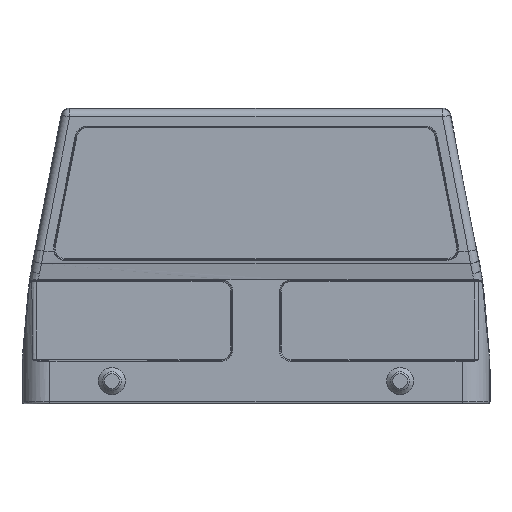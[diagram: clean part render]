
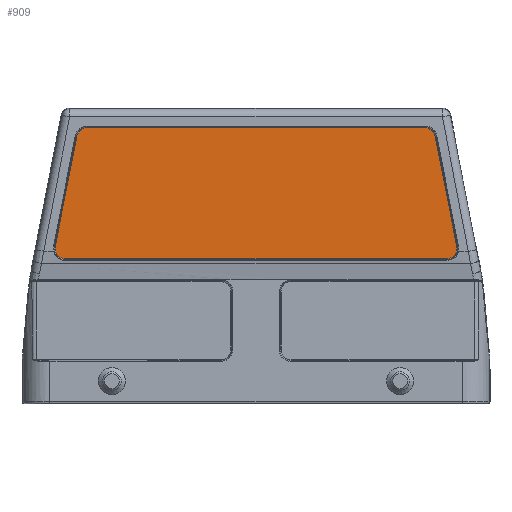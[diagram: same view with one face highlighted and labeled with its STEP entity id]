
A CAD part, left-side view. The second image highlights one B-rep face of the part: STEP entity #909.
In plain terms, the highlighted planar face has unit normal (-1, 0, 0).
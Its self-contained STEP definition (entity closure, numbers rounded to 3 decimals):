
#909=ADVANCED_FACE('',(#1404),#1282,.T.);
#1282=PLANE('',#6421);
#1404=FACE_OUTER_BOUND('',#1779,.T.);
#1779=EDGE_LOOP('',(#3123,#3124,#3125,#3126,#3127,#3128,#3129,#3130));
#2272=LINE('',#9486,#2613);
#2273=LINE('',#9491,#2614);
#2274=LINE('',#9495,#2615);
#2275=LINE('',#9499,#2616);
#2613=VECTOR('',#7286,1.);
#2614=VECTOR('',#7289,1.);
#2615=VECTOR('',#7292,1.);
#2616=VECTOR('',#7295,1.);
#3123=ORIENTED_EDGE('',*,*,#5469,.F.);
#3124=ORIENTED_EDGE('',*,*,#5470,.F.);
#3125=ORIENTED_EDGE('',*,*,#5471,.F.);
#3126=ORIENTED_EDGE('',*,*,#5472,.F.);
#3127=ORIENTED_EDGE('',*,*,#5473,.F.);
#3128=ORIENTED_EDGE('',*,*,#5474,.F.);
#3129=ORIENTED_EDGE('',*,*,#5475,.F.);
#3130=ORIENTED_EDGE('',*,*,#5476,.F.);
#4878=VERTEX_POINT('',#9487);
#4879=VERTEX_POINT('',#9488);
#4880=VERTEX_POINT('',#9490);
#4881=VERTEX_POINT('',#9492);
#4882=VERTEX_POINT('',#9494);
#4883=VERTEX_POINT('',#9496);
#4884=VERTEX_POINT('',#9498);
#4885=VERTEX_POINT('',#9500);
#5469=EDGE_CURVE('',#4878,#4879,#2272,.T.);
#5470=EDGE_CURVE('',#4880,#4878,#6192,.T.);
#5471=EDGE_CURVE('',#4881,#4880,#2273,.T.);
#5472=EDGE_CURVE('',#4882,#4881,#6193,.T.);
#5473=EDGE_CURVE('',#4883,#4882,#2274,.T.);
#5474=EDGE_CURVE('',#4884,#4883,#6194,.T.);
#5475=EDGE_CURVE('',#4885,#4884,#2275,.T.);
#5476=EDGE_CURVE('',#4879,#4885,#6195,.T.);
#6192=ELLIPSE('',#6417,2.906,2.8);
#6193=ELLIPSE('',#6418,2.872,2.8);
#6194=ELLIPSE('',#6419,2.872,2.8);
#6195=ELLIPSE('',#6420,2.906,2.8);
#6417=AXIS2_PLACEMENT_3D('',#9489,#7287,#7288);
#6418=AXIS2_PLACEMENT_3D('',#9493,#7290,#7291);
#6419=AXIS2_PLACEMENT_3D('',#9497,#7293,#7294);
#6420=AXIS2_PLACEMENT_3D('',#9501,#7296,#7297);
#6421=AXIS2_PLACEMENT_3D('',#9502,#7298,#7299);
#7286=DIRECTION('',(0.,1.,0.));
#7287=DIRECTION('',(1.,0.,0.));
#7288=DIRECTION('',(0.,0.773,0.635));
#7289=DIRECTION('',(0.,-0.194,-0.981));
#7290=DIRECTION('',(1.,0.,0.));
#7291=DIRECTION('',(0.,0.635,-0.773));
#7292=DIRECTION('',(0.,-1.,0.));
#7293=DIRECTION('',(1.,0.,0.));
#7294=DIRECTION('',(0.,-0.635,-0.773));
#7295=DIRECTION('',(0.,-0.194,0.981));
#7296=DIRECTION('',(1.,0.,0.));
#7297=DIRECTION('',(0.,-0.773,0.635));
#7298=DIRECTION('',(-1.,0.,0.));
#7299=DIRECTION('',(0.,0.,1.));
#9486=CARTESIAN_POINT('',(-21.499,48.786,64.167));
#9487=CARTESIAN_POINT('',(-21.499,-48.813,64.167));
#9488=CARTESIAN_POINT('',(-21.499,48.813,64.167));
#9489=CARTESIAN_POINT('',(-21.499,-48.709,67.01));
#9490=CARTESIAN_POINT('',(-21.499,-51.518,67.458));
#9491=CARTESIAN_POINT('',(-21.499,-51.513,67.484));
#9492=CARTESIAN_POINT('',(-21.499,-45.962,95.607));
#9493=CARTESIAN_POINT('',(-21.499,-43.187,94.987));
#9494=CARTESIAN_POINT('',(-21.499,-43.257,97.83));
#9495=CARTESIAN_POINT('',(-21.499,-43.239,97.83));
#9496=CARTESIAN_POINT('',(-21.499,43.257,97.83));
#9497=CARTESIAN_POINT('',(-21.499,43.187,94.987));
#9498=CARTESIAN_POINT('',(-21.499,45.962,95.607));
#9499=CARTESIAN_POINT('',(-21.499,45.966,95.589));
#9500=CARTESIAN_POINT('',(-21.499,51.518,67.458));
#9501=CARTESIAN_POINT('',(-21.499,48.709,67.01));
#9502=CARTESIAN_POINT('',(-21.499,26.135,80.906));
